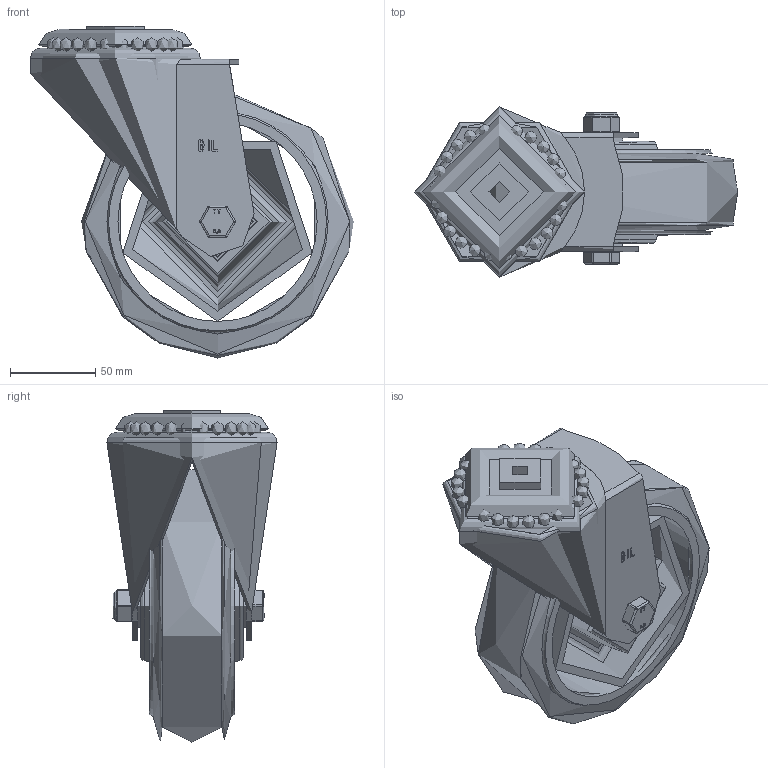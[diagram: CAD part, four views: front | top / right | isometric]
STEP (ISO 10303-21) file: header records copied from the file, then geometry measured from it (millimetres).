
FILE_DESCRIPTION(/* description */ (''),/* implementation_level */ '2;1');
FILE_NAME(/* name */ 'BZMM160SRNBJBH12.step',/* time_stamp */ '2024-10-21T12:00:53+01:00',/* author */ (''),/* organization */ (''),/* preprocessor_version */ 'ST-DEVELOPER v20',/* originating_system */ 'Autodesk Translation Framework v13.20.0.188',/* authorisation */ '');
FILE_SCHEMA (('AUTOMOTIVE_DESIGN { 1 0 10303 214 3 1 1 }'));
Length unit declared in the file: millimetre
Products named in the file (32): BZMM160SRNBJBH12; BZMM150ASBH12 - 64 v1; ZINC PLATED, PRESSED STEEL FORKS; ZINC PLATED, PRESSED STEEL HEAD; ZINC PLATED, PRESSED STEEL HEAD Geometry; BALL BEARINGS; BALL BEARINGS2; Component2; Component1; BZH160WSRNBJM20 v1; 65 SHORE A ELASTIC RUBBER TYRE; NYLON RIM; BEARING6204; BALL BEARINGS (1); BEARING6204 (1); BALL BEARINGS (1) (1); Component3; INNER; OUTER; MIDDLE; RUBBER; BEARING SPACER; TH20X2X12 v1; ZINC PLATED HEADED SPACER; TH20X2X12 v1 (1); ZINC PLATED HEADED SPACER (1); HEXBOLTM12X80Z8.8 v2; GRADE 8.8 ZINC PLATED BOLT; NYLOCM12Z v1; NYLOC NUT; NUT; RUBBER (1)
Assembly tree (93 placements, depth 6):
  BZMM160SRNBJBH12
    BZMM150ASBH12 - 64 v1
      ZINC PLATED, PRESSED STEEL FORKS
      ZINC PLATED, PRESSED STEEL HEAD
        ZINC PLATED, PRESSED STEEL HEAD Geometry
        BALL BEARINGS
          Component1  x25
          BALL BEARINGS2
            Component2  x20
    BZH160WSRNBJM20 v1
      65 SHORE A ELASTIC RUBBER TYRE
      NYLON RIM
      BEARING6204
        INNER
        OUTER
        BALL BEARINGS (1)
          Component3  x8
        MIDDLE
        RUBBER
      BEARING6204 (1)
        BALL BEARINGS (1) (1)
          Component3  x8
        INNER
        OUTER
        MIDDLE
        RUBBER
      BEARING SPACER
    TH20X2X12 v1
      ZINC PLATED HEADED SPACER
    TH20X2X12 v1 (1)
      ZINC PLATED HEADED SPACER (1)
    HEXBOLTM12X80Z8.8 v2
      GRADE 8.8 ZINC PLATED BOLT
    NYLOCM12Z v1
      NYLOC NUT
        NUT
        RUBBER (1)
Bounding box: 190 x 100 x 195 mm (x, y, z)
Volume: 914117.4 mm3; surface area: 259279.6 mm2
Topology: 81 solids, 81 shells, 1085 faces, 2742 edges, 1815 vertices
Faces by surface type: plane 402, bspline 343, cylinder 187, sphere 111, torus 29, cone 13
Full cylindrical faces by diameter (mm): 9.836 x18, 11.834 x18, 12 x3, 12.2 x3, 12.5 x2, 14 x2, 18 x1, 18.5 x1, 19.8 x2, 20 x3, 24 x2, 25 x2, 27 x2, 28.5 x8, 30.8 x4, 31.3 x4, 34 x1, 39 x2, 40 x1, 40.3 x4, 40.5 x4, 40.8 x4, 42 x10, 47 x4, 58 x1, 63 x1, 94 x1, 100 x1, 117 x2
Entity records: 28778 total; most frequent: CARTESIAN_POINT 12630, ORIENTED_EDGE 3292, DIRECTION 2760, EDGE_CURVE 1646, VERTEX_POINT 1091, AXIS2_PLACEMENT_3D 1022, EDGE_LOOP 821, LINE 716
